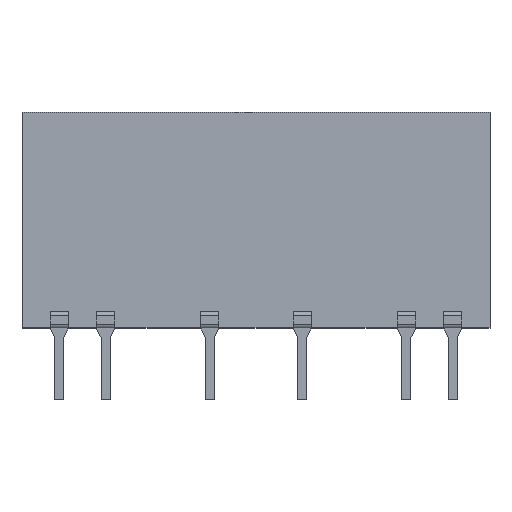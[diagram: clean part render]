
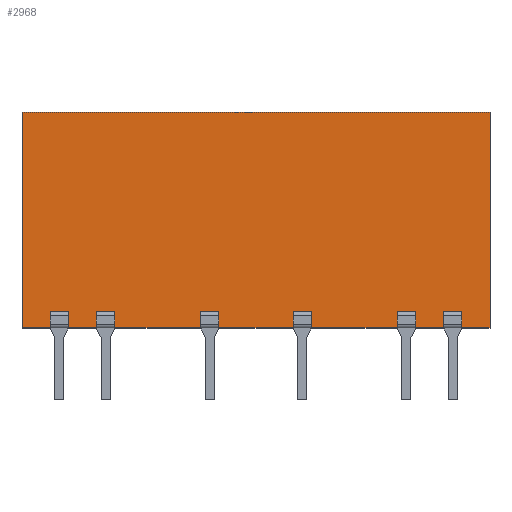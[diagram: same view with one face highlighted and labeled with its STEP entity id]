
A CAD part, top view. The second image highlights one B-rep face of the part: STEP entity #2968.
In plain terms, the highlighted planar face has unit normal (0, 0, 1).
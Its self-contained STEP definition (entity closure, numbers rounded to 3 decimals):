
#218=CARTESIAN_POINT('',(11.285,0.,1.518));
#734=CARTESIAN_POINT('',(-10.285,0.,1.518));
#885=DIRECTION('',(-1.,0.,0.));
#886=VECTOR('',#885,1.);
#887=CARTESIAN_POINT('',(3.04,0.883,1.52));
#888=LINE('',#887,#886);
#889=DIRECTION('',(0.,1.,0.002));
#890=VECTOR('',#889,0.883);
#891=CARTESIAN_POINT('',(2.04,0.,1.518));
#892=LINE('',#891,#890);
#893=DIRECTION('',(1.,0.,0.));
#894=VECTOR('',#893,4.08);
#895=CARTESIAN_POINT('',(-2.04,0.,1.518));
#896=LINE('',#895,#894);
#897=DIRECTION('',(0.,1.,0.002));
#898=VECTOR('',#897,0.883);
#899=CARTESIAN_POINT('',(-2.04,0.,1.518));
#900=LINE('',#899,#898);
#901=DIRECTION('',(-1.,0.,0.));
#902=VECTOR('',#901,1.);
#903=CARTESIAN_POINT('',(-2.04,0.883,1.52));
#904=LINE('',#903,#902);
#905=DIRECTION('',(0.,1.,0.002));
#906=VECTOR('',#905,0.883);
#907=CARTESIAN_POINT('',(-3.04,0.,1.518));
#908=LINE('',#907,#906);
#909=DIRECTION('',(1.,0.,0.));
#910=VECTOR('',#909,4.705);
#911=CARTESIAN_POINT('',(-7.745,0.,1.518));
#912=LINE('',#911,#910);
#913=DIRECTION('',(0.,1.,0.002));
#914=VECTOR('',#913,0.883);
#915=CARTESIAN_POINT('',(-7.745,0.,1.518));
#916=LINE('',#915,#914);
#917=DIRECTION('',(-1.,0.,0.));
#918=VECTOR('',#917,1.);
#919=CARTESIAN_POINT('',(-7.745,0.883,1.52));
#920=LINE('',#919,#918);
#921=DIRECTION('',(0.,1.,0.002));
#922=VECTOR('',#921,0.883);
#923=CARTESIAN_POINT('',(-8.745,0.,1.518));
#924=LINE('',#923,#922);
#925=DIRECTION('',(1.,0.,0.));
#926=VECTOR('',#925,1.54);
#927=CARTESIAN_POINT('',(-10.285,0.,1.518));
#928=LINE('',#927,#926);
#929=DIRECTION('',(0.,1.,0.002));
#930=VECTOR('',#929,0.883);
#931=CARTESIAN_POINT('',(-10.285,0.,1.518));
#932=LINE('',#931,#930);
#933=DIRECTION('',(-1.,0.,0.));
#934=VECTOR('',#933,1.);
#935=CARTESIAN_POINT('',(-10.285,0.883,1.52));
#936=LINE('',#935,#934);
#937=DIRECTION('',(0.,1.,0.002));
#938=VECTOR('',#937,0.883);
#939=CARTESIAN_POINT('',(-11.285,0.,1.518));
#940=LINE('',#939,#938);
#941=DIRECTION('',(1.,0.,-0.001));
#942=VECTOR('',#941,1.54);
#943=CARTESIAN_POINT('',(-12.825,0.,1.52));
#944=LINE('',#943,#942);
#945=DIRECTION('',(0.,-1.,0.));
#946=VECTOR('',#945,11.82);
#947=CARTESIAN_POINT('',(-12.825,11.82,1.52));
#948=LINE('',#947,#946);
#949=DIRECTION('',(-1.,0.,0.));
#950=VECTOR('',#949,25.65);
#951=CARTESIAN_POINT('',(12.825,11.82,1.52));
#952=LINE('',#951,#950);
#953=DIRECTION('',(0.,1.,0.));
#954=VECTOR('',#953,11.82);
#955=CARTESIAN_POINT('',(12.825,0.,1.52));
#956=LINE('',#955,#954);
#957=DIRECTION('',(1.,0.,0.001));
#958=VECTOR('',#957,1.54);
#959=CARTESIAN_POINT('',(11.285,0.,1.518));
#960=LINE('',#959,#958);
#961=DIRECTION('',(0.,1.,0.002));
#962=VECTOR('',#961,0.883);
#963=CARTESIAN_POINT('',(11.285,0.,1.518));
#964=LINE('',#963,#962);
#965=DIRECTION('',(-1.,0.,0.));
#966=VECTOR('',#965,1.);
#967=CARTESIAN_POINT('',(11.285,0.883,1.52));
#968=LINE('',#967,#966);
#969=DIRECTION('',(0.,1.,0.002));
#970=VECTOR('',#969,0.883);
#971=CARTESIAN_POINT('',(10.285,0.,1.518));
#972=LINE('',#971,#970);
#973=DIRECTION('',(1.,0.,0.));
#974=VECTOR('',#973,1.54);
#975=CARTESIAN_POINT('',(8.745,0.,1.518));
#976=LINE('',#975,#974);
#977=DIRECTION('',(0.,1.,0.002));
#978=VECTOR('',#977,0.883);
#979=CARTESIAN_POINT('',(8.745,0.,1.518));
#980=LINE('',#979,#978);
#981=DIRECTION('',(-1.,0.,0.));
#982=VECTOR('',#981,1.);
#983=CARTESIAN_POINT('',(8.745,0.883,1.52));
#984=LINE('',#983,#982);
#985=DIRECTION('',(0.,1.,0.002));
#986=VECTOR('',#985,0.883);
#987=CARTESIAN_POINT('',(7.745,0.,1.518));
#988=LINE('',#987,#986);
#989=DIRECTION('',(1.,0.,0.));
#990=VECTOR('',#989,4.705);
#991=CARTESIAN_POINT('',(3.04,0.,1.518));
#992=LINE('',#991,#990);
#993=DIRECTION('',(0.,1.,0.002));
#994=VECTOR('',#993,0.883);
#995=CARTESIAN_POINT('',(3.04,0.,1.518));
#996=LINE('',#995,#994);
#1038=CARTESIAN_POINT('',(3.04,0.,1.518));
#1198=CARTESIAN_POINT('',(8.745,0.,1.518));
#1262=CARTESIAN_POINT('',(-2.04,0.,1.518));
#1326=CARTESIAN_POINT('',(-7.745,0.,1.518));
#1401=CARTESIAN_POINT('',(12.825,0.,1.52));
#1402=CARTESIAN_POINT('',(12.825,11.82,1.52));
#1403=VERTEX_POINT('',#1401);
#1404=VERTEX_POINT('',#1402);
#1405=CARTESIAN_POINT('',(-12.825,11.82,1.52));
#1406=VERTEX_POINT('',#1405);
#1407=CARTESIAN_POINT('',(-12.825,0.,1.52));
#1408=VERTEX_POINT('',#1407);
#1586=VERTEX_POINT('',#734);
#1587=CARTESIAN_POINT('',(-11.285,0.,1.518));
#1588=VERTEX_POINT('',#1587);
#1591=VERTEX_POINT('',#1326);
#1592=CARTESIAN_POINT('',(-8.745,0.,1.518));
#1593=VERTEX_POINT('',#1592);
#1596=VERTEX_POINT('',#1262);
#1597=CARTESIAN_POINT('',(-3.04,0.,1.518));
#1598=VERTEX_POINT('',#1597);
#1601=VERTEX_POINT('',#1038);
#1602=CARTESIAN_POINT('',(2.04,0.,1.518));
#1603=VERTEX_POINT('',#1602);
#1606=CARTESIAN_POINT('',(2.04,0.883,1.52));
#1608=VERTEX_POINT('',#1606);
#1609=CARTESIAN_POINT('',(3.04,0.883,1.52));
#1610=VERTEX_POINT('',#1609);
#1614=CARTESIAN_POINT('',(-3.04,0.883,1.52));
#1616=VERTEX_POINT('',#1614);
#1617=CARTESIAN_POINT('',(-2.04,0.883,1.52));
#1618=VERTEX_POINT('',#1617);
#1622=CARTESIAN_POINT('',(-8.745,0.883,1.52));
#1624=VERTEX_POINT('',#1622);
#1625=CARTESIAN_POINT('',(-7.745,0.883,1.52));
#1626=VERTEX_POINT('',#1625);
#1630=CARTESIAN_POINT('',(-11.285,0.883,1.52));
#1632=VERTEX_POINT('',#1630);
#1633=CARTESIAN_POINT('',(-10.285,0.883,1.52));
#1634=VERTEX_POINT('',#1633);
#1638=VERTEX_POINT('',#1198);
#1639=CARTESIAN_POINT('',(7.745,0.,1.518));
#1640=VERTEX_POINT('',#1639);
#1643=VERTEX_POINT('',#218);
#1644=CARTESIAN_POINT('',(10.285,0.,1.518));
#1645=VERTEX_POINT('',#1644);
#1648=CARTESIAN_POINT('',(10.285,0.883,1.52));
#1650=VERTEX_POINT('',#1648);
#1651=CARTESIAN_POINT('',(11.285,0.883,1.52));
#1652=VERTEX_POINT('',#1651);
#1656=CARTESIAN_POINT('',(7.745,0.883,1.52));
#1658=VERTEX_POINT('',#1656);
#1659=CARTESIAN_POINT('',(8.745,0.883,1.52));
#1660=VERTEX_POINT('',#1659);
#2915=CARTESIAN_POINT('',(0.,0.,1.52));
#2916=DIRECTION('',(0.,0.,1.));
#2917=DIRECTION('',(1.,0.,0.));
#2918=AXIS2_PLACEMENT_3D('',#2915,#2916,#2917);
#2919=PLANE('',#2918);
#2921=ORIENTED_EDGE('',*,*,#2920,.T.);
#2923=ORIENTED_EDGE('',*,*,#2922,.F.);
#2924=ORIENTED_EDGE('',*,*,#2036,.F.);
#2926=ORIENTED_EDGE('',*,*,#2925,.T.);
#2928=ORIENTED_EDGE('',*,*,#2927,.T.);
#2930=ORIENTED_EDGE('',*,*,#2929,.F.);
#2931=ORIENTED_EDGE('',*,*,#2032,.F.);
#2933=ORIENTED_EDGE('',*,*,#2932,.T.);
#2935=ORIENTED_EDGE('',*,*,#2934,.T.);
#2937=ORIENTED_EDGE('',*,*,#2936,.F.);
#2938=ORIENTED_EDGE('',*,*,#2028,.F.);
#2939=ORIENTED_EDGE('',*,*,#2774,.T.);
#2941=ORIENTED_EDGE('',*,*,#2940,.T.);
#2942=ORIENTED_EDGE('',*,*,#2892,.F.);
#2943=ORIENTED_EDGE('',*,*,#2072,.F.);
#2945=ORIENTED_EDGE('',*,*,#2944,.F.);
#2947=ORIENTED_EDGE('',*,*,#2946,.F.);
#2949=ORIENTED_EDGE('',*,*,#2948,.F.);
#2950=ORIENTED_EDGE('',*,*,#2047,.F.);
#2951=ORIENTED_EDGE('',*,*,#1987,.T.);
#2953=ORIENTED_EDGE('',*,*,#2952,.T.);
#2955=ORIENTED_EDGE('',*,*,#2954,.F.);
#2956=ORIENTED_EDGE('',*,*,#2044,.F.);
#2958=ORIENTED_EDGE('',*,*,#2957,.T.);
#2960=ORIENTED_EDGE('',*,*,#2959,.T.);
#2962=ORIENTED_EDGE('',*,*,#2961,.F.);
#2963=ORIENTED_EDGE('',*,*,#2040,.F.);
#2965=ORIENTED_EDGE('',*,*,#2964,.T.);
#2966=EDGE_LOOP('',(#2921,#2923,#2924,#2926,#2928,#2930,#2931,#2933,#2935,#2937,
#2938,#2939,#2941,#2942,#2943,#2945,#2947,#2949,#2950,#2951,#2953,#2955,#2956,
#2958,#2960,#2962,#2963,#2965));
#2967=FACE_OUTER_BOUND('',#2966,.F.);
#1987=EDGE_CURVE('',#1643,#1652,#964,.T.);
#2028=EDGE_CURVE('',#1586,#1593,#928,.T.);
#2032=EDGE_CURVE('',#1591,#1598,#912,.T.);
#2036=EDGE_CURVE('',#1596,#1603,#896,.T.);
#2040=EDGE_CURVE('',#1601,#1640,#992,.T.);
#2044=EDGE_CURVE('',#1638,#1645,#976,.T.);
#2047=EDGE_CURVE('',#1643,#1403,#960,.T.);
#2072=EDGE_CURVE('',#1408,#1588,#944,.T.);
#2774=EDGE_CURVE('',#1586,#1634,#932,.T.);
#2892=EDGE_CURVE('',#1588,#1632,#940,.T.);
#2920=EDGE_CURVE('',#1610,#1608,#888,.T.);
#2922=EDGE_CURVE('',#1603,#1608,#892,.T.);
#2925=EDGE_CURVE('',#1596,#1618,#900,.T.);
#2927=EDGE_CURVE('',#1618,#1616,#904,.T.);
#2929=EDGE_CURVE('',#1598,#1616,#908,.T.);
#2932=EDGE_CURVE('',#1591,#1626,#916,.T.);
#2934=EDGE_CURVE('',#1626,#1624,#920,.T.);
#2936=EDGE_CURVE('',#1593,#1624,#924,.T.);
#2940=EDGE_CURVE('',#1634,#1632,#936,.T.);
#2944=EDGE_CURVE('',#1406,#1408,#948,.T.);
#2946=EDGE_CURVE('',#1404,#1406,#952,.T.);
#2948=EDGE_CURVE('',#1403,#1404,#956,.T.);
#2952=EDGE_CURVE('',#1652,#1650,#968,.T.);
#2954=EDGE_CURVE('',#1645,#1650,#972,.T.);
#2957=EDGE_CURVE('',#1638,#1660,#980,.T.);
#2959=EDGE_CURVE('',#1660,#1658,#984,.T.);
#2961=EDGE_CURVE('',#1640,#1658,#988,.T.);
#2964=EDGE_CURVE('',#1601,#1610,#996,.T.);
#2968=ADVANCED_FACE('',(#2967),#2919,.T.);
